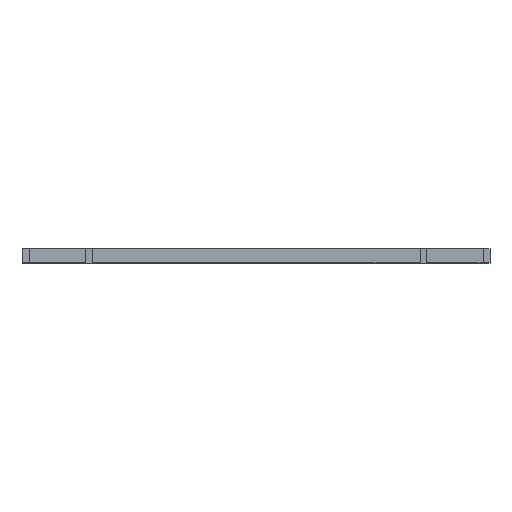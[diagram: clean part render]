
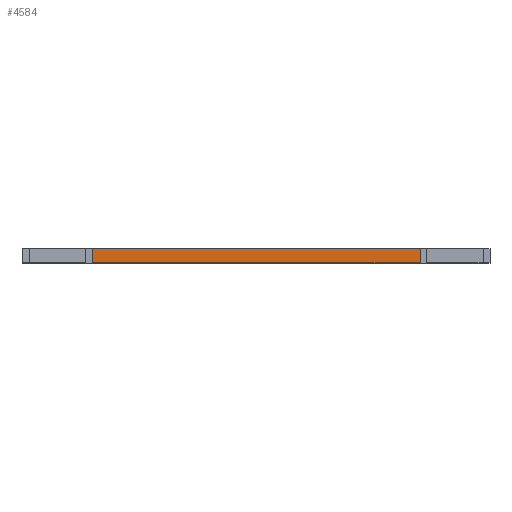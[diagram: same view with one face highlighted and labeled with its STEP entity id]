
A CAD part, top view. The second image highlights one B-rep face of the part: STEP entity #4584.
In plain terms, the highlighted planar face has unit normal (0, 0, 1).
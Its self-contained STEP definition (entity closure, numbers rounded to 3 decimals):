
#566 = CARTESIAN_POINT ( 'NONE',  ( 0., 6., 71.455 ) ) ;
#1115 = VECTOR ( 'NONE', #3990, 1000. ) ;
#1274 = LINE ( 'NONE', #7379, #4749 ) ;
#1527 = EDGE_LOOP ( 'NONE', ( #3152, #4548, #7885, #9935 ) ) ;
#1659 = EDGE_CURVE ( 'NONE', #9191, #17182, #6570, .T. ) ;
#2054 = DIRECTION ( 'NONE',  ( 0., 0., 1. ) ) ;
#2179 = VECTOR ( 'NONE', #9484, 1000. ) ;
#3022 = CARTESIAN_POINT ( 'NONE',  ( -68.58, 6., 71.455 ) ) ;
#3152 = ORIENTED_EDGE ( 'NONE', *, *, #13293, .F. ) ;
#3159 = AXIS2_PLACEMENT_3D ( 'NONE', #566, #2054, #12347 ) ;
#3990 = DIRECTION ( 'NONE',  ( 0., -1., 0. ) ) ;
#4548 = ORIENTED_EDGE ( 'NONE', *, *, #13668, .F. ) ;
#4584 = ADVANCED_FACE ( 'NONE', ( #10888 ), #9417, .T. ) ;
#4749 = VECTOR ( 'NONE', #11820, 1000. ) ;
#4796 = VERTEX_POINT ( 'NONE', #12833 ) ;
#6570 = LINE ( 'NONE', #7927, #2179 ) ;
#7257 = EDGE_CURVE ( 'NONE', #17182, #16843, #12862, .T. ) ;
#7379 = CARTESIAN_POINT ( 'NONE',  ( 68.614, 6., 71.455 ) ) ;
#7885 = ORIENTED_EDGE ( 'NONE', *, *, #1659, .T. ) ;
#7927 = CARTESIAN_POINT ( 'NONE',  ( 0., 6., 71.455 ) ) ;
#9191 = VERTEX_POINT ( 'NONE', #9341 ) ;
#9341 = CARTESIAN_POINT ( 'NONE',  ( 68.614, 6., 71.455 ) ) ;
#9417 = PLANE ( 'NONE',  #3159 ) ;
#9484 = DIRECTION ( 'NONE',  ( -1., 0., 0. ) ) ;
#9935 = ORIENTED_EDGE ( 'NONE', *, *, #7257, .T. ) ;
#10888 = FACE_OUTER_BOUND ( 'NONE', #1527, .T. ) ;
#11820 = DIRECTION ( 'NONE',  ( 0., -1., 0. ) ) ;
#12347 = DIRECTION ( 'NONE',  ( 1., 0., 0. ) ) ;
#12744 = CARTESIAN_POINT ( 'NONE',  ( -68.58, 6., 71.455 ) ) ;
#12833 = CARTESIAN_POINT ( 'NONE',  ( 68.614, 0., 71.455 ) ) ;
#12862 = LINE ( 'NONE', #12744, #1115 ) ;
#13293 = EDGE_CURVE ( 'NONE', #4796, #16843, #17391, .T. ) ;
#13467 = VECTOR ( 'NONE', #18267, 1000. ) ;
#13668 = EDGE_CURVE ( 'NONE', #9191, #4796, #1274, .T. ) ;
#15325 = CARTESIAN_POINT ( 'NONE',  ( -68.58, 0., 71.455 ) ) ;
#16807 = CARTESIAN_POINT ( 'NONE',  ( 0., 0., 71.455 ) ) ;
#16843 = VERTEX_POINT ( 'NONE', #15325 ) ;
#17182 = VERTEX_POINT ( 'NONE', #3022 ) ;
#17391 = LINE ( 'NONE', #16807, #13467 ) ;
#18267 = DIRECTION ( 'NONE',  ( -1., 0., 0. ) ) ;
